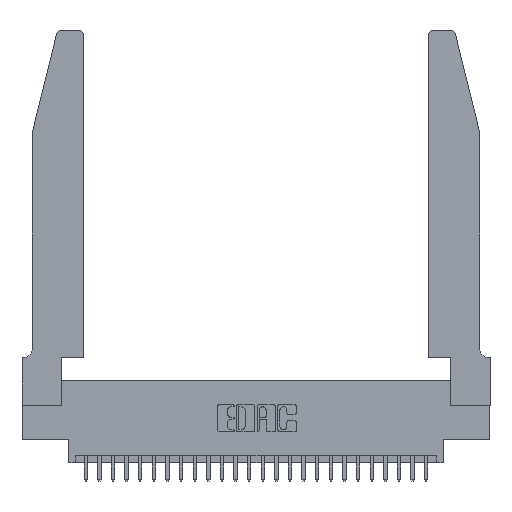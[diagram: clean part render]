
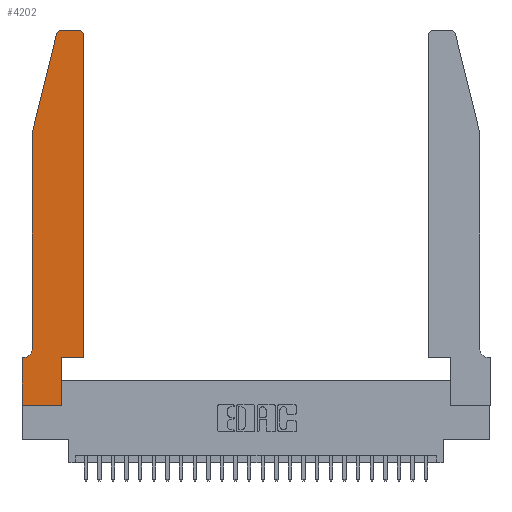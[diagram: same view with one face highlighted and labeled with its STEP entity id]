
A CAD part, top view. The second image highlights one B-rep face of the part: STEP entity #4202.
In plain terms, the highlighted planar face has unit normal (0, 0, 1).
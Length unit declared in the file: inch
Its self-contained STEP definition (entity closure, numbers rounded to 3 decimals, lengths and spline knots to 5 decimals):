
#34 = VERTEX_POINT ( 'NONE', #734 ) ;
#74 = VERTEX_POINT ( 'NONE', #5185 ) ;
#426 = CARTESIAN_POINT ( 'NONE',  ( 0., 0., 0.37 ) ) ;
#502 = EDGE_CURVE ( 'NONE', #34, #12186, #5408, .T. ) ;
#539 = CARTESIAN_POINT ( 'NONE',  ( 0.4505, 0.35, 0.37 ) ) ;
#564 = DIRECTION ( 'NONE',  ( 0., 1., 0. ) ) ;
#734 = CARTESIAN_POINT ( 'NONE',  ( 0.0755, 2., 0.37 ) ) ;
#913 = ORIENTED_EDGE ( 'NONE', *, *, #14301, .T. ) ;
#1689 = CARTESIAN_POINT ( 'NONE',  ( 0.2605, 2.75, 0.37 ) ) ;
#1922 = CARTESIAN_POINT ( 'NONE',  ( 0., 0., 0.37 ) ) ;
#2126 = EDGE_CURVE ( 'NONE', #5705, #74, #7772, .T. ) ;
#2257 = PLANE ( 'NONE',  #5838 ) ;
#2386 = CARTESIAN_POINT ( 'NONE',  ( 0.4505, 0.35, 0.37 ) ) ;
#2462 = EDGE_CURVE ( 'NONE', #16523, #5897, #5768, .T. ) ;
#2475 = DIRECTION ( 'NONE',  ( 0., -1., 0. ) ) ;
#2676 = EDGE_CURVE ( 'NONE', #74, #7890, #16016, .T. ) ;
#3262 = CARTESIAN_POINT ( 'NONE',  ( 0.0055, 0.35, 0.37 ) ) ;
#3346 = VECTOR ( 'NONE', #22517, 39.37008 ) ;
#3750 = ORIENTED_EDGE ( 'NONE', *, *, #2126, .T. ) ;
#4202 = ADVANCED_FACE ( 'NONE', ( #16610 ), #2257, .T. ) ;
#4540 = CARTESIAN_POINT ( 'NONE',  ( 0.0755, 2., 0.37 ) ) ;
#4644 = AXIS2_PLACEMENT_3D ( 'NONE', #13091, #19506, #21678 ) ;
#5108 = DIRECTION ( 'NONE',  ( 0., -1., 0. ) ) ;
#5178 = DIRECTION ( 'NONE',  ( 1., 0., 0. ) ) ;
#5185 = CARTESIAN_POINT ( 'NONE',  ( 0.4505, 2.72, 0.37 ) ) ;
#5408 = LINE ( 'NONE', #9256, #24000 ) ;
#5705 = VERTEX_POINT ( 'NONE', #14773 ) ;
#5768 = LINE ( 'NONE', #20187, #23718 ) ;
#5838 = AXIS2_PLACEMENT_3D ( 'NONE', #19230, #10752, #25652 ) ;
#5854 = CARTESIAN_POINT ( 'NONE',  ( 0.4205, 2.72, 0.37 ) ) ;
#5897 = VERTEX_POINT ( 'NONE', #13578 ) ;
#6229 = CIRCLE ( 'NONE', #4644, 0.07 ) ;
#6324 = LINE ( 'NONE', #1689, #3346 ) ;
#7018 = VECTOR ( 'NONE', #564, 39.37008 ) ;
#7020 = DIRECTION ( 'NONE',  ( 0., 1., 0. ) ) ;
#7075 = ORIENTED_EDGE ( 'NONE', *, *, #25362, .T. ) ;
#7772 = LINE ( 'NONE', #539, #12095 ) ;
#7890 = VERTEX_POINT ( 'NONE', #22252 ) ;
#8304 = CARTESIAN_POINT ( 'NONE',  ( 0.2865, 0.35, 0.37 ) ) ;
#8507 = ORIENTED_EDGE ( 'NONE', *, *, #16055, .T. ) ;
#8778 = EDGE_CURVE ( 'NONE', #5897, #21084, #18932, .T. ) ;
#9256 = CARTESIAN_POINT ( 'NONE',  ( 0.0755, 2., 0.37 ) ) ;
#9618 = VERTEX_POINT ( 'NONE', #27346 ) ;
#9778 = CARTESIAN_POINT ( 'NONE',  ( 0.2865, 0., 0.37 ) ) ;
#10109 = DIRECTION ( 'NONE',  ( 1., 0., 0. ) ) ;
#10411 = EDGE_LOOP ( 'NONE', ( #8507, #7075, #913, #12657, #13353, #19431, #17976, #22878, #11668, #17306, #3750, #14231 ) ) ;
#10752 = DIRECTION ( 'NONE',  ( 0., 0., 1. ) ) ;
#11668 = ORIENTED_EDGE ( 'NONE', *, *, #13711, .T. ) ;
#12095 = VECTOR ( 'NONE', #7020, 39.37008 ) ;
#12186 = VERTEX_POINT ( 'NONE', #25271 ) ;
#12657 = ORIENTED_EDGE ( 'NONE', *, *, #502, .T. ) ;
#12671 = LINE ( 'NONE', #4540, #13328 ) ;
#12908 = CARTESIAN_POINT ( 'NONE',  ( 0.2865, 0.35, 0.37 ) ) ;
#13091 = CARTESIAN_POINT ( 'NONE',  ( 0.0055, 0.42, 0.37 ) ) ;
#13328 = VECTOR ( 'NONE', #20626, 39.37008 ) ;
#13353 = ORIENTED_EDGE ( 'NONE', *, *, #18781, .T. ) ;
#13415 = VECTOR ( 'NONE', #25774, 39.37008 ) ;
#13578 = CARTESIAN_POINT ( 'NONE',  ( 0., 0.35, 0.37 ) ) ;
#13711 = EDGE_CURVE ( 'NONE', #25757, #24642, #15977, .T. ) ;
#14231 = ORIENTED_EDGE ( 'NONE', *, *, #2676, .T. ) ;
#14301 = EDGE_CURVE ( 'NONE', #9618, #34, #12671, .T. ) ;
#14773 = CARTESIAN_POINT ( 'NONE',  ( 0.4505, 0.35, 0.37 ) ) ;
#15007 = LINE ( 'NONE', #16515, #24623 ) ;
#15244 = VERTEX_POINT ( 'NONE', #24326 ) ;
#15353 = AXIS2_PLACEMENT_3D ( 'NONE', #23394, #25719, #23300 ) ;
#15977 = LINE ( 'NONE', #12908, #7018 ) ;
#16016 = CIRCLE ( 'NONE', #19349, 0.03 ) ;
#16055 = EDGE_CURVE ( 'NONE', #7890, #15244, #6324, .T. ) ;
#16515 = CARTESIAN_POINT ( 'NONE',  ( 0., 0., 0.37 ) ) ;
#16523 = VERTEX_POINT ( 'NONE', #3262 ) ;
#16610 = FACE_OUTER_BOUND ( 'NONE', #10411, .T. ) ;
#17306 = ORIENTED_EDGE ( 'NONE', *, *, #26030, .T. ) ;
#17976 = ORIENTED_EDGE ( 'NONE', *, *, #8778, .T. ) ;
#18781 = EDGE_CURVE ( 'NONE', #12186, #16523, #6229, .T. ) ;
#18932 = LINE ( 'NONE', #426, #19604 ) ;
#19230 = CARTESIAN_POINT ( 'NONE',  ( 0., 0.35, 0.37 ) ) ;
#19349 = AXIS2_PLACEMENT_3D ( 'NONE', #5854, #26207, #5178 ) ;
#19431 = ORIENTED_EDGE ( 'NONE', *, *, #2462, .T. ) ;
#19506 = DIRECTION ( 'NONE',  ( 0., 0., -1. ) ) ;
#19604 = VECTOR ( 'NONE', #2475, 39.37008 ) ;
#20187 = CARTESIAN_POINT ( 'NONE',  ( 0.0755, 0.35, 0.37 ) ) ;
#20626 = DIRECTION ( 'NONE',  ( -0.239, -0.971, 0. ) ) ;
#21084 = VERTEX_POINT ( 'NONE', #1922 ) ;
#21678 = DIRECTION ( 'NONE',  ( -1., 0., 0. ) ) ;
#22155 = EDGE_CURVE ( 'NONE', #21084, #25757, #15007, .T. ) ;
#22252 = CARTESIAN_POINT ( 'NONE',  ( 0.4205, 2.75, 0.37 ) ) ;
#22517 = DIRECTION ( 'NONE',  ( -1., 0., 0. ) ) ;
#22878 = ORIENTED_EDGE ( 'NONE', *, *, #22155, .T. ) ;
#23300 = DIRECTION ( 'NONE',  ( 1., 0., 0. ) ) ;
#23394 = CARTESIAN_POINT ( 'NONE',  ( 0.284, 2.72, 0.37 ) ) ;
#23397 = LINE ( 'NONE', #2386, #13415 ) ;
#23718 = VECTOR ( 'NONE', #24472, 39.37008 ) ;
#24000 = VECTOR ( 'NONE', #5108, 39.37008 ) ;
#24326 = CARTESIAN_POINT ( 'NONE',  ( 0.284, 2.75, 0.37 ) ) ;
#24472 = DIRECTION ( 'NONE',  ( -1., 0., 0. ) ) ;
#24623 = VECTOR ( 'NONE', #10109, 39.37008 ) ;
#24642 = VERTEX_POINT ( 'NONE', #8304 ) ;
#24773 = CIRCLE ( 'NONE', #15353, 0.03 ) ;
#25271 = CARTESIAN_POINT ( 'NONE',  ( 0.0755, 0.42, 0.37 ) ) ;
#25362 = EDGE_CURVE ( 'NONE', #15244, #9618, #24773, .T. ) ;
#25652 = DIRECTION ( 'NONE',  ( 1., 0., 0. ) ) ;
#25719 = DIRECTION ( 'NONE',  ( 0., 0., 1. ) ) ;
#25757 = VERTEX_POINT ( 'NONE', #9778 ) ;
#25774 = DIRECTION ( 'NONE',  ( 1., 0., 0. ) ) ;
#26030 = EDGE_CURVE ( 'NONE', #24642, #5705, #23397, .T. ) ;
#26207 = DIRECTION ( 'NONE',  ( 0., 0., 1. ) ) ;
#27346 = CARTESIAN_POINT ( 'NONE',  ( 0.25487, 2.72718, 0.37 ) ) ;
